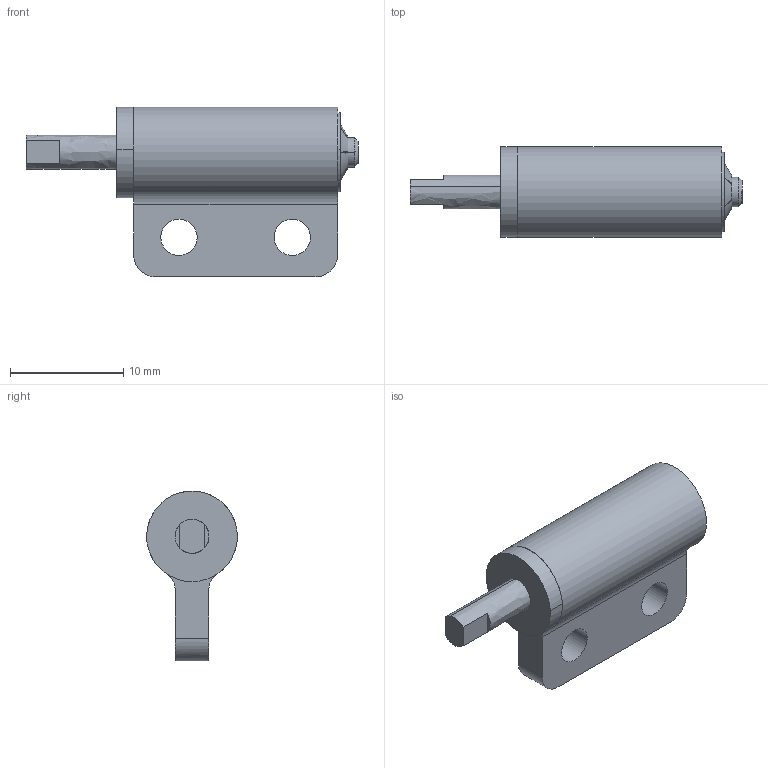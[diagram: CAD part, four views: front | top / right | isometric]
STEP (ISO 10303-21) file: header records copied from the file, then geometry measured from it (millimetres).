
FILE_DESCRIPTION((''),'2;1');
FILE_NAME('','2005-04-20T09:09:53',(''),(''),'','CADfix','');
FILE_SCHEMA(('AUTOMOTIVE_DESIGN'));
Length unit declared in the file: millimetre
Products named in the file (4): shaft; retainer; case; TH_134_4_4137_36
Assembly tree (3 placements, depth 2):
  TH_134_4_4137_36
    shaft
    retainer
    case
Bounding box: 29.3 x 8 x 15 mm (x, y, z)
Volume: 1003.7 mm3; surface area: 1630.2 mm2
Topology: 3 solids, 3 shells, 81 faces, 236 edges, 164 vertices
Faces by surface type: bspline 81
Entity records: 2804 total; most frequent: CARTESIAN_POINT 1402, ORIENTED_EDGE 472, EDGE_CURVE 236, VERTEX_POINT 164, QUASI_UNIFORM_CURVE 118, EDGE_LOOP 92, FACE_OUTER_BOUND 81, ADVANCED_FACE 81
